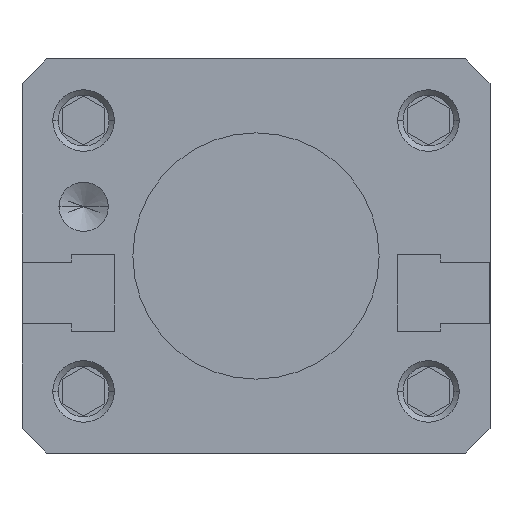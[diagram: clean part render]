
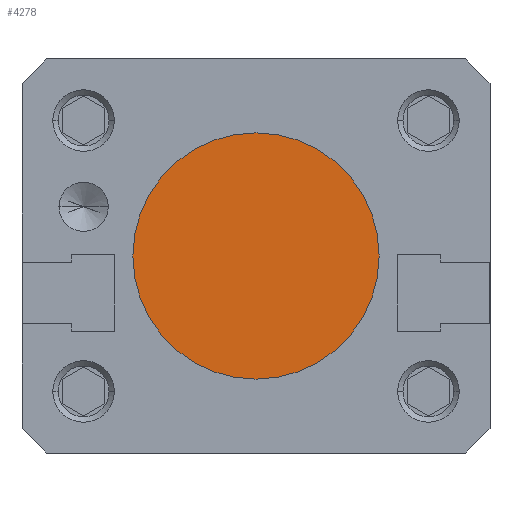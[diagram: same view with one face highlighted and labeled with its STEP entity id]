
A CAD part, front view. The second image highlights one B-rep face of the part: STEP entity #4278.
In plain terms, the highlighted planar face has unit normal (0, -1, 0).
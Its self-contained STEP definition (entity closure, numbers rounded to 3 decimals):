
#2388 = EDGE_CURVE( '', #5092, #6360, #6970, .T. );
#4238 = EDGE_CURVE( '', #6360, #5092, #9030, .T. );
#4278 = ADVANCED_FACE( '', ( #9072 ), #9073, .F. );
#5092 = VERTEX_POINT( '', #9978 );
#6360 = VERTEX_POINT( '', #11386 );
#6970 = CIRCLE( '', #12067, 10. );
#9030 = CIRCLE( '', #15049, 10. );
#9072 = FACE_OUTER_BOUND( '', #15110, .T. );
#9073 = PLANE( '', #15111 );
#9978 = CARTESIAN_POINT( '', ( 10., 2.5, 0. ) );
#11386 = CARTESIAN_POINT( '', ( -10., 2.5, 0. ) );
#12067 = AXIS2_PLACEMENT_3D( '', #19513, #19514, #19515 );
#15049 = AXIS2_PLACEMENT_3D( '', #21825, #21826, #21827 );
#15110 = EDGE_LOOP( '', ( #21856, #21857 ) );
#15111 = AXIS2_PLACEMENT_3D( '', #21858, #21859, #21860 );
#19513 = CARTESIAN_POINT( '', ( 0., 2.5, 0. ) );
#19514 = DIRECTION( '', ( 0., -1., 0. ) );
#19515 = DIRECTION( '', ( 1., 0., 0. ) );
#21825 = CARTESIAN_POINT( '', ( 0., 2.5, 0. ) );
#21826 = DIRECTION( '', ( 0., -1., 0. ) );
#21827 = DIRECTION( '', ( 1., 0., 0. ) );
#21856 = ORIENTED_EDGE( '', *, *, #2388, .T. );
#21857 = ORIENTED_EDGE( '', *, *, #4238, .T. );
#21858 = CARTESIAN_POINT( '', ( 0., 2.5, 0. ) );
#21859 = DIRECTION( '', ( 0., 1., 0. ) );
#21860 = DIRECTION( '', ( 0., 0., 1. ) );
